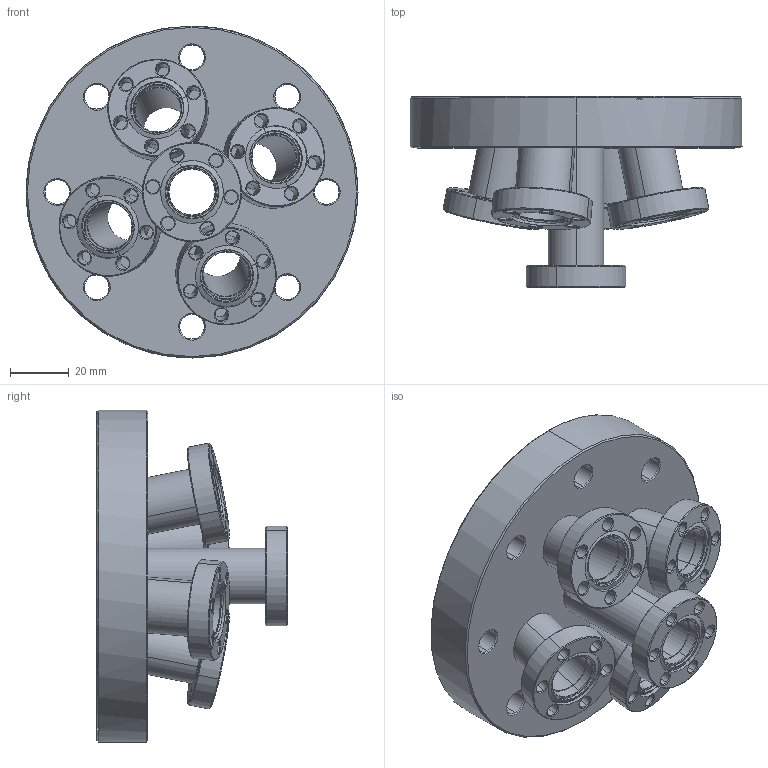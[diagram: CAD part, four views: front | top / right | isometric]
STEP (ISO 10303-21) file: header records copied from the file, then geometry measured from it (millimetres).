
FILE_DESCRIPTION (( 'STEP AP214' ), '1' );
FILE_NAME ('Hositrad_CF63-5CF16.STEP', '2010-09-03T09:55:08', ( 'Hositrad' ), ( 'Hositrad' ), 'SwSTEP 2.0', 'SolidWorks 2010', '' );
FILE_SCHEMA (( 'AUTOMOTIVE_DESIGN' ));
Length unit declared in the file: millimetre
Products named in the file (5): Hositrad_CF63-5CF16; NW16CF-weld_19,1; Tube19-cluster-12dgr; Tube19-cluster; NW63CF-Cluster
Assembly tree (11 placements, depth 2):
  Hositrad_CF63-5CF16
    NW16CF-weld_19,1  x5
    Tube19-cluster-12dgr  x4
    Tube19-cluster
    NW63CF-Cluster
Bounding box: 113.5 x 65.2 x 113.5 mm (x, y, z)
Volume: 178709.2 mm3; surface area: 70371.8 mm2
Topology: 11 solids, 11 shells, 411 faces, 918 edges, 539 vertices
Faces by surface type: cone 221, cylinder 150, plane 40
Entity records: 4675 total; most frequent: DIRECTION 845, CARTESIAN_POINT 804, ORIENTED_EDGE 708, EDGE_CURVE 354, AXIS2_PLACEMENT_3D 348, VERTEX_POINT 211, EDGE_LOOP 199, CIRCLE 181
